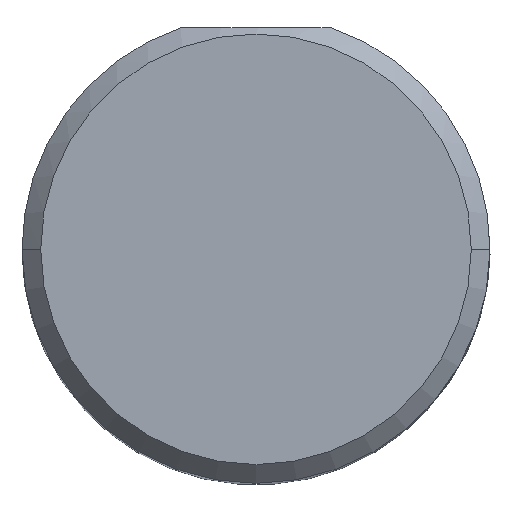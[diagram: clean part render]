
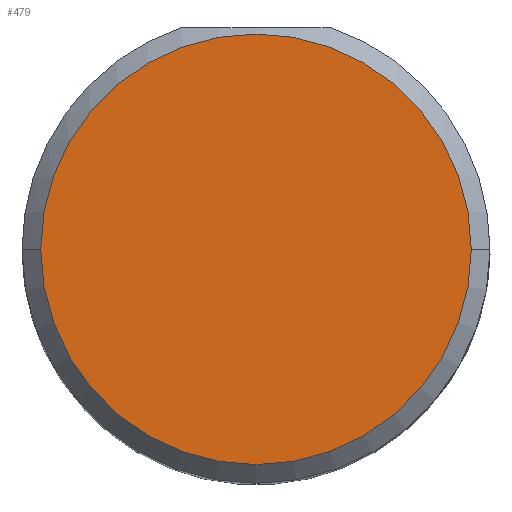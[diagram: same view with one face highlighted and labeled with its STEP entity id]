
A CAD part, top view. The second image highlights one B-rep face of the part: STEP entity #479.
In plain terms, the highlighted planar face has unit normal (0, 0, 1).
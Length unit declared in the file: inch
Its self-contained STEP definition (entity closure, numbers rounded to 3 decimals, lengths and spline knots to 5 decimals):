
#15 = CARTESIAN_POINT ( 'NONE',  ( 0.1725, 0., 2.5 ) ) ;
#21 = VERTEX_POINT ( 'NONE', #15 ) ;
#25 = DIRECTION ( 'NONE',  ( 0., 0., 1. ) ) ;
#36 = PLANE ( 'NONE',  #316 ) ;
#44 = EDGE_CURVE ( 'NONE', #61, #21, #163, .T. ) ;
#56 = CARTESIAN_POINT ( 'NONE',  ( -0.1725, 0., 2.5 ) ) ;
#61 = VERTEX_POINT ( 'NONE', #56 ) ;
#62 = CIRCLE ( 'NONE', #346, 0.1725 ) ;
#74 = CARTESIAN_POINT ( 'NONE',  ( 0., 0., 2.5 ) ) ;
#93 = DIRECTION ( 'NONE',  ( 1., 0., 0. ) ) ;
#94 = DIRECTION ( 'NONE',  ( 0., 0., 1. ) ) ;
#117 = DIRECTION ( 'NONE',  ( 1., 0., 0. ) ) ;
#127 = ORIENTED_EDGE ( 'NONE', *, *, #44, .T. ) ;
#163 = CIRCLE ( 'NONE', #478, 0.1725 ) ;
#267 = ORIENTED_EDGE ( 'NONE', *, *, #388, .T. ) ;
#288 = DIRECTION ( 'NONE',  ( 0., 0., 1. ) ) ;
#316 = AXIS2_PLACEMENT_3D ( 'NONE', #74, #25, #117 ) ;
#340 = CARTESIAN_POINT ( 'NONE',  ( 0., 0., 2.5 ) ) ;
#344 = EDGE_LOOP ( 'NONE', ( #127, #267 ) ) ;
#346 = AXIS2_PLACEMENT_3D ( 'NONE', #340, #288, #93 ) ;
#382 = CARTESIAN_POINT ( 'NONE',  ( 0., 0., 2.5 ) ) ;
#388 = EDGE_CURVE ( 'NONE', #21, #61, #62, .T. ) ;
#465 = DIRECTION ( 'NONE',  ( 1., 0., 0. ) ) ;
#478 = AXIS2_PLACEMENT_3D ( 'NONE', #382, #94, #465 ) ;
#479 = ADVANCED_FACE ( 'NONE', ( #487 ), #36, .T. ) ;
#487 = FACE_OUTER_BOUND ( 'NONE', #344, .T. ) ;
